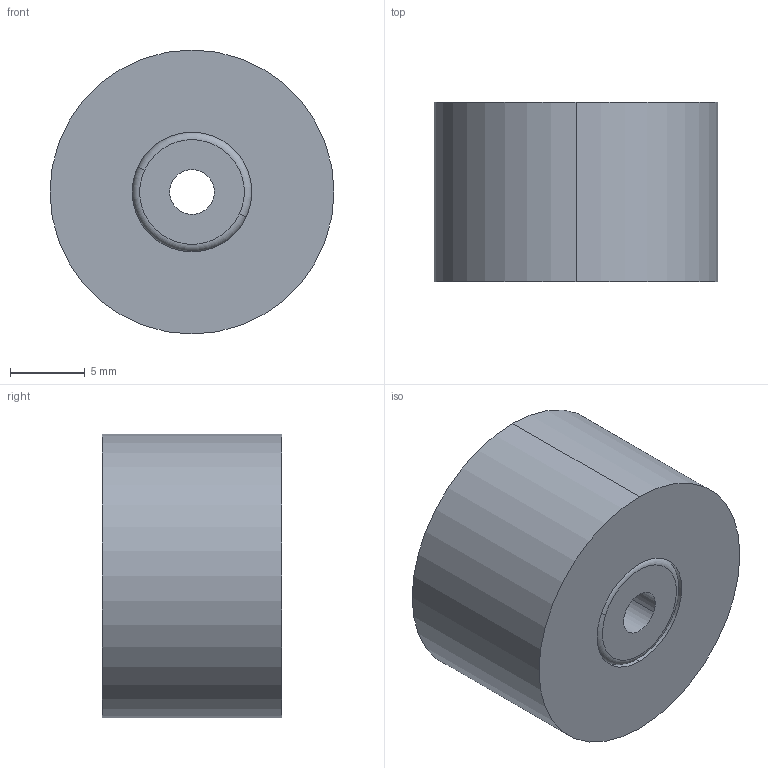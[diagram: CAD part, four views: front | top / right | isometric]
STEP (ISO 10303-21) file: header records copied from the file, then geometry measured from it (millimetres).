
FILE_DESCRIPTION (( 'STEP AP214' ), '1' );
FILE_NAME ('Electroiman_19x12mm.STEP', '2019-09-26T13:44:31', ( '' ), ( '' ), 'SwSTEP 2.0', 'SolidWorks 2014', '' );
FILE_SCHEMA (( 'AUTOMOTIVE_DESIGN' ));
Length unit declared in the file: millimetre
Products named in the file (3): Bobina_19x12mm; Nucleo_bobina; Electroiman_19x12mm
Assembly tree (2 placements, depth 2):
  Electroiman_19x12mm
    Bobina_19x12mm
    Nucleo_bobina
Bounding box: 19 x 12 x 19 mm (x, y, z)
Volume: 3314.9 mm3; surface area: 1974.5 mm2
Topology: 2 solids, 2 shells, 16 faces, 32 edges, 20 vertices
Faces by surface type: cylinder 8, plane 4, torus 4
Entity records: 546 total; most frequent: DIRECTION 98, CARTESIAN_POINT 73, ORIENTED_EDGE 64, AXIS2_PLACEMENT_3D 45, EDGE_CURVE 32, CIRCLE 24, EDGE_LOOP 20, VERTEX_POINT 20
